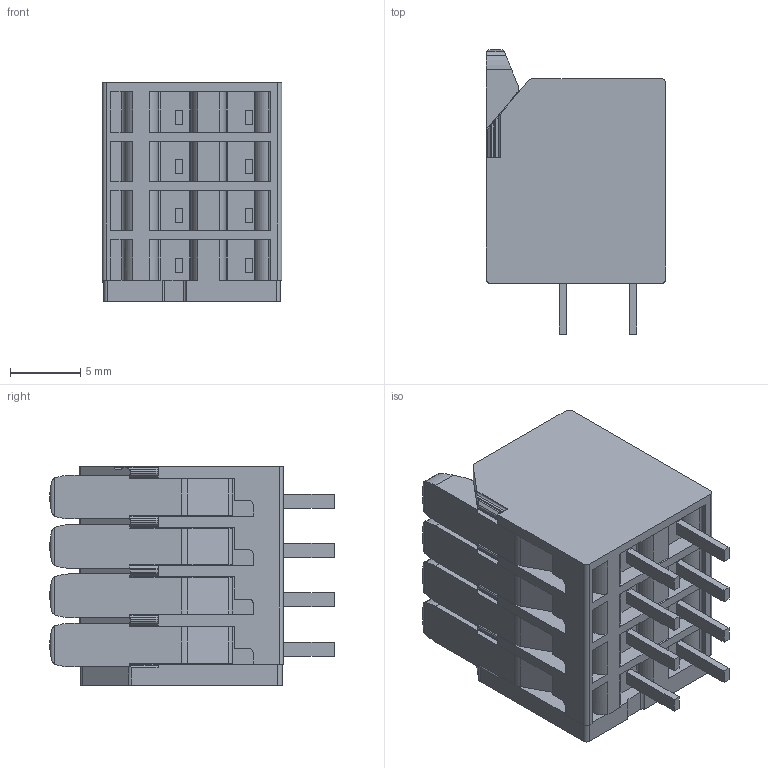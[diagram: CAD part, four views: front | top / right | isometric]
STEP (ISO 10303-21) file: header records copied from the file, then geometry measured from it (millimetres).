
FILE_DESCRIPTION(/* description */ ('STEP AP214'),/* implementation_level */ '2;1');
FILE_NAME(/* name */ '2601-3104',/* time_stamp */ '2024-04-25T08:17:53+02:00',/* author */ ('License CC BY-ND 4.0'),/* organization */ ('CADENAS'),/* preprocessor_version */ 'ST-DEVELOPER v19.3',/* originating_system */ 'PARTsolutions',/* authorisation */ ' ');
FILE_SCHEMA (('AUTOMOTIVE_DESIGN {1 0 10303 214 3 1 1}'));
Length unit declared in the file: millimetre
Products named in the file (1): 2601-3104
Bounding box: 12.75 x 20.18 x 15.5 mm (x, y, z)
Volume: 2544 mm3; surface area: 2197.3 mm2
Topology: 1 solids, 1 shells, 528 faces, 1485 edges, 986 vertices
Faces by surface type: plane 313, cylinder 215
Entity records: 20817 total; most frequent: CARTESIAN_POINT 3099, ORIENTED_EDGE 2970, DIRECTION 2920, EDGE_CURVE 1485, LINE 1042, VECTOR 1042, VERTEX_POINT 986, AXIS2_PLACEMENT_3D 939
